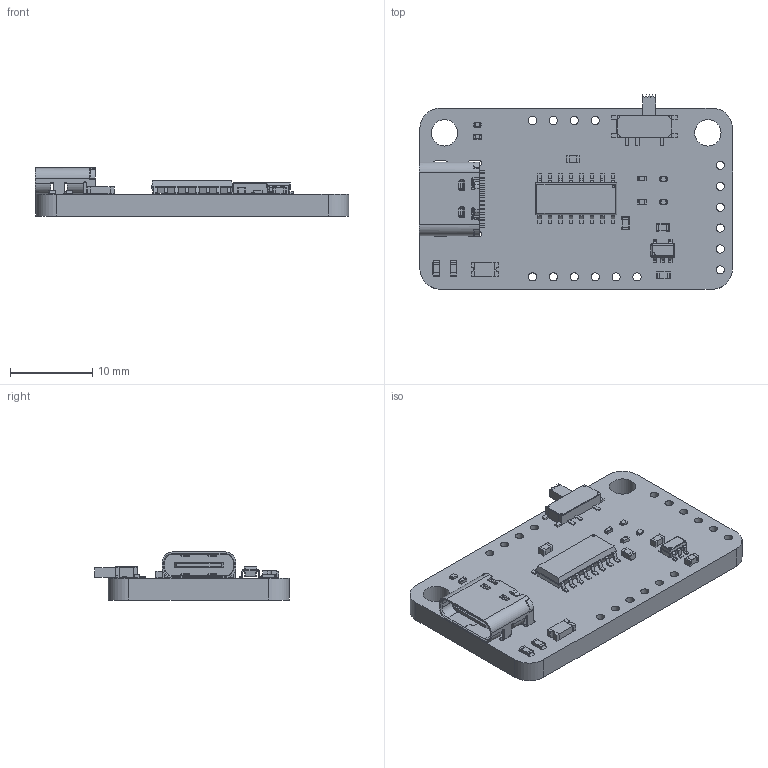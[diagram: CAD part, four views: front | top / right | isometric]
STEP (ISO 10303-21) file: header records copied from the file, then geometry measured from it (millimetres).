
FILE_DESCRIPTION(('KiCad electronic assembly'),'2;1');
FILE_NAME('USB-UART CH340 converter board 3D.step','2025-05-07T16:00:55' ,('Pcbnew'),('Kicad'),'Open CASCADE STEP processor 7.8', 'KiCad to STEP converter','Unknown');
FILE_SCHEMA(('AUTOMOTIVE_DESIGN { 1 0 10303 214 1 1 1 1 }'));
Length unit declared in the file: millimetre
Products named in the file (23): USB-UART CH340 converter board 3D 1; 0402LED; SML-P11MTT86; 0603C; 06035A910JAT2A; 0402R; RL0402JR-070R51L; SMD Switch; Selector Switch - MSK1103; 0603R; User Library-R0603-1; SOP-16_HX711; HX711; SOT-23-5; DBV5A; 1206FUSE; 22222; USB-C Connector; ConPins; PcbPins; Mold; Frame; USB-UART CH340 converter board_PCB
Assembly tree (30 placements, depth 3):
  USB-UART CH340 converter board 3D 1
    0402LED  x3
      SML-P11MTT86
    0603C  x4
      06035A910JAT2A
    0402R  x3
      RL0402JR-070R51L
    SMD Switch
      Selector Switch - MSK1103
    0603R  x2
      User Library-R0603-1
    SOP-16_HX711
      HX711
    SOT-23-5
      DBV5A
    1206FUSE
      22222
    USB-C Connector
      ConPins
      PcbPins
      Mold
      Frame
    USB-UART CH340 converter board_PCB
Bounding box: 38.05 x 23.62 x 5.84 mm (x, y, z)
Volume: 2296.5 mm3; surface area: 3035.4 mm2
Topology: 82 solids, 102 shells, 1969 faces, 4905 edges, 3064 vertices
Faces by surface type: plane 1286, cylinder 512, sphere 88, bspline 51, torus 26, cone 6
Full cylindrical faces by diameter (mm): 0.5 x2, 0.65 x2, 0.838 x2, 0.9 x2, 1 x16, 3.2 x2
Entity records: 48232 total; most frequent: CARTESIAN_POINT 9910, ORIENTED_EDGE 7386, DIRECTION 7163, EDGE_CURVE 3693, LINE 2545, VECTOR 2545, VERTEX_POINT 2348, AXIS2_PLACEMENT_3D 2309
